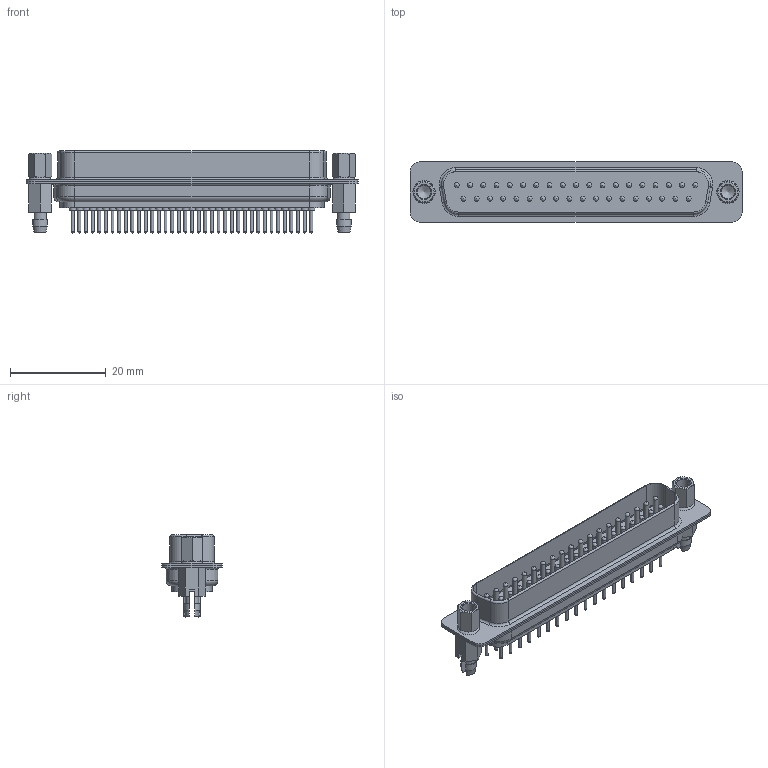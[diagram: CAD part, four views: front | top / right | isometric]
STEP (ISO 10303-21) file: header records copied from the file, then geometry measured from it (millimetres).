
FILE_DESCRIPTION(('FreeCAD Model'),'2;1');
FILE_NAME('Open CASCADE Shape Model','2023-07-23T17:24:14',(''),(''), 'Open CASCADE STEP processor 7.6','FreeCAD','Unknown');
FILE_SCHEMA(('AUTOMOTIVE_DESIGN { 1 0 10303 214 1 1 1 1 }'));
Length unit declared in the file: millimetre
Products named in the file (12): DB_37_Male; Body; Body001; Body002; Body003; Body004; Body005; Array002; Body010; Array003; Body009; Cut
Assembly tree (46 placements, depth 3):
  DB_37_Male
    Body
    Body001
    Body002
    Body003
    Body004
    Body005
    Array002
      Body010  x18
    Array003
      Body009  x19
    Cut
Bounding box: 69.4 x 12.55 x 17.15 mm (x, y, z)
Volume: 4184.5 mm3; surface area: 8597.3 mm2
Topology: 44 solids, 44 shells, 630 faces, 1315 edges, 818 vertices
Faces by surface type: cylinder 273, plane 209, sphere 74, cone 40, torus 34
Full cylindrical faces by diameter (mm): 0.6 x74, 1 x74, 1.4 x37, 2.845 x6, 4 x6
Entity records: 25454 total; most frequent: CARTESIAN_POINT 4775, DIRECTION 4011, ORIENTED_EDGE 1914, PCURVE 1914, DEFINITIONAL_REPRESENTATION 1914, LINE 1537, VECTOR 1537, AXIS2_PLACEMENT_3D 1040
